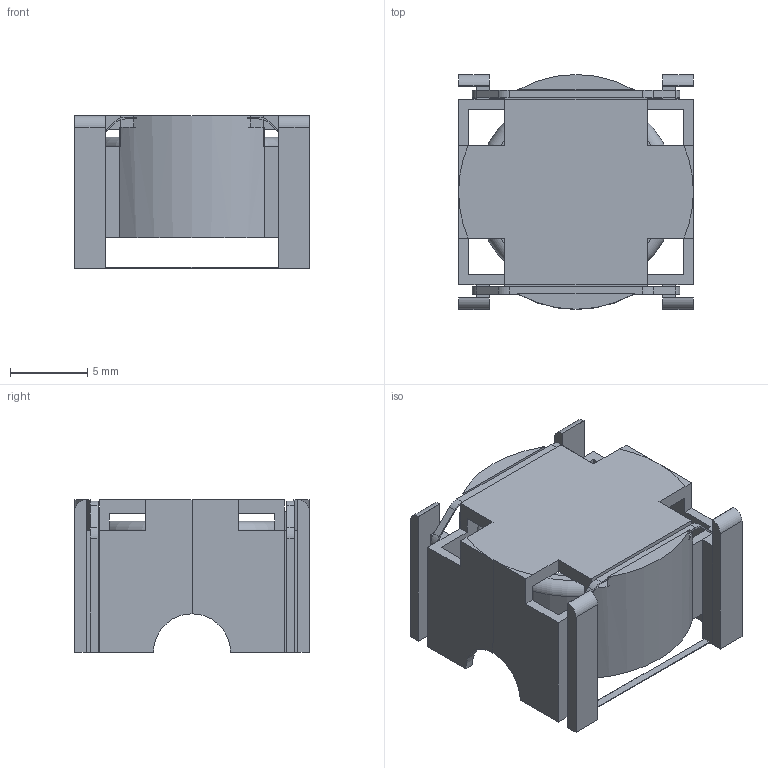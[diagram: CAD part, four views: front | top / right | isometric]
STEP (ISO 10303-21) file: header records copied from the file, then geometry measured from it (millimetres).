
FILE_DESCRIPTION(('FreeCAD Model'),'2;1');
FILE_NAME('Open CASCADE Shape Model','2024-05-13T01:16:27',(''),(''), 'Open CASCADE STEP processor 7.6','FreeCAD','Unknown');
FILE_SCHEMA(('AUTOMOTIVE_DESIGN { 1 0 10303 214 1 1 1 1 }'));
Length unit declared in the file: millimetre
Products named in the file (5): PE5393SNL_inductor_backup; Encapsulation; Toroid; Connector 1; Connector 2
Assembly tree (4 placements, depth 2):
  PE5393SNL_inductor_backup
    Encapsulation
    Toroid
    Connector 1
    Connector 2
Bounding box: 15.24 x 15.24 x 9.91 mm (x, y, z)
Volume: 1006.1 mm3; surface area: 2062.6 mm2
Topology: 4 solids, 4 shells, 162 faces, 438 edges, 276 vertices
Faces by surface type: plane 132, cylinder 26, torus 4
Full cylindrical faces by diameter (mm): 9 x1, 13 x1
Entity records: 5136 total; most frequent: CARTESIAN_POINT 881, ORIENTED_EDGE 876, DIRECTION 842, EDGE_CURVE 438, LINE 368, VECTOR 368, VERTEX_POINT 276, AXIS2_PLACEMENT_3D 237
